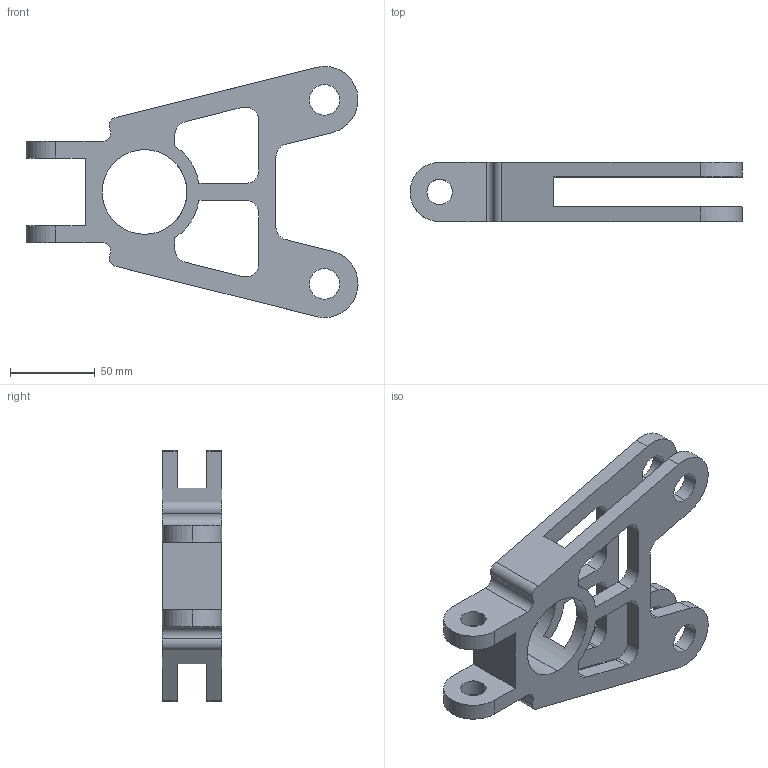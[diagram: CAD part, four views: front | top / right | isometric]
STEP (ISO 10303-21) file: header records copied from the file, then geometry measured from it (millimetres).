
FILE_DESCRIPTION (( 'STEP AP203' ), '1' );
FILE_NAME ('nnn.STEP', '2015-07-02T17:59:54', ( 'HamidReza' ), ( '' ), 'SwSTEP 2.0', 'SolidWorks 2015', '' );
FILE_SCHEMA (( 'CONFIG_CONTROL_DESIGN' ));
Length unit declared in the file: millimetre
Products named in the file (1): nnn
Bounding box: 195.98 x 35 x 148.22 mm (x, y, z)
Volume: 224655.3 mm3; surface area: 64814.5 mm2
Topology: 1 solids, 1 shells, 85 faces, 252 edges, 168 vertices
Faces by surface type: cylinder 50, plane 35
Entity records: 3013 total; most frequent: DIRECTION 526, CARTESIAN_POINT 506, ORIENTED_EDGE 504, EDGE_CURVE 252, AXIS2_PLACEMENT_3D 188, VERTEX_POINT 168, VECTOR 150, LINE 150
